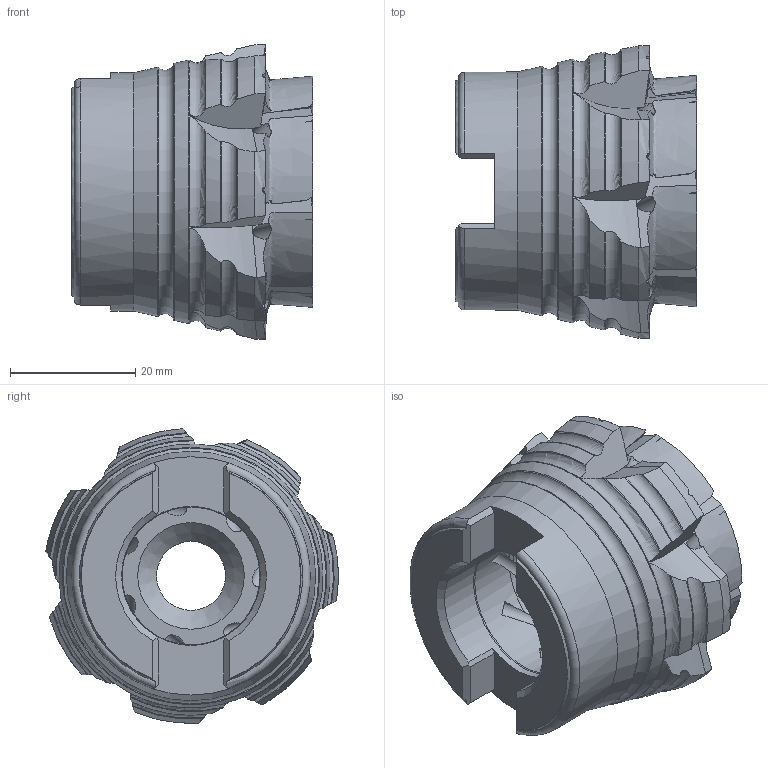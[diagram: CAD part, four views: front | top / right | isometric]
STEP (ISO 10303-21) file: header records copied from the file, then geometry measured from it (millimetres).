
FILE_DESCRIPTION (( 'STEP AP214' ), '1' );
FILE_NAME ('00PP-050-542-7.STEP', '2013-09-16T09:46:51', ( '' ), ( '' ), 'SwSTEP 2.0', 'SolidWorks 2013', '' );
FILE_SCHEMA (( 'AUTOMOTIVE_DESIGN' ));
Length unit declared in the file: millimetre
Products named in the file (1): 00PP-050-542-7
Bounding box: 38.54 x 46.69 x 46.96 mm (x, y, z)
Volume: 34256.9 mm3; surface area: 10773.1 mm2
Topology: 1 solids, 1 shells, 272 faces, 843 edges, 553 vertices
Faces by surface type: plane 129, torus 49, cylinder 34, cone 32, bspline 28
Full cylindrical faces by diameter (mm): 2.5 x7, 11 x1, 16.5 x1, 22 x1, 22.15 x1, 38 x1
Entity records: 12436 total; most frequent: CARTESIAN_POINT 6121, ORIENTED_EDGE 1586, DIRECTION 970, EDGE_CURVE 793, VERTEX_POINT 533, AXIS2_PLACEMENT_3D 399, B_SPLINE_CURVE_WITH_KNOTS 391, EDGE_LOOP 294
